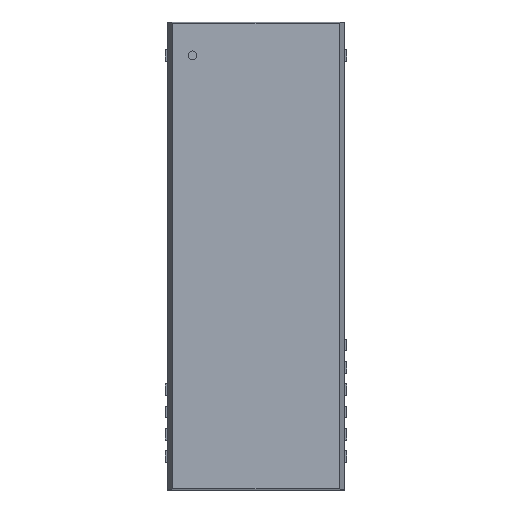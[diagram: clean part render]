
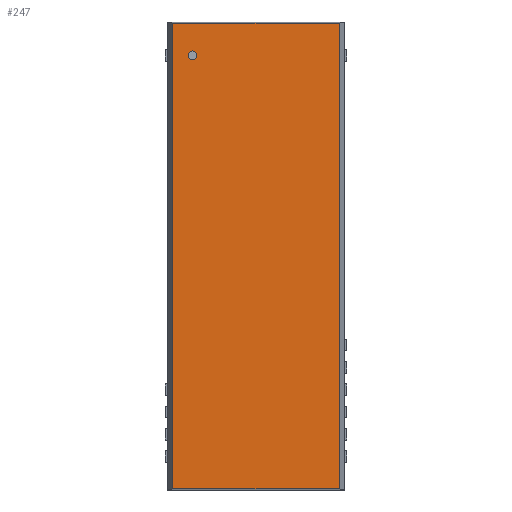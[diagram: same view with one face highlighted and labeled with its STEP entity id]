
A CAD part, top view. The second image highlights one B-rep face of the part: STEP entity #247.
In plain terms, the highlighted planar face has unit normal (0, 0, 1).
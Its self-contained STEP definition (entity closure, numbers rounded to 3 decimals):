
#247=ADVANCED_FACE('',(#253),#248,.T.);
#248=PLANE('',#249);
#249=AXIS2_PLACEMENT_3D('',#250,#251,#252);
#250=CARTESIAN_POINT('',(0.738,-49.403,4.572));
#251=DIRECTION('',(0.0,0.0,1.0));
#252=DIRECTION('',(0.,1.,0.));
#253=FACE_OUTER_BOUND('',#254,.T.);
#254=EDGE_LOOP('',(#255,#265,#275,#285));
#258=CARTESIAN_POINT('',(19.699,-49.403,4.572));
#257=VERTEX_POINT('',#258);
#260=CARTESIAN_POINT('',(0.738,-49.403,4.572));
#259=VERTEX_POINT('',#260);
#256=EDGE_CURVE('',#257,#259,#261,.T.);
#261=LINE('',#258,#263);
#263=VECTOR('',#264,18.961);
#264=DIRECTION('',(-1.0,0.0,0.0));
#255=ORIENTED_EDGE('',*,*,#256,.F.);
#268=CARTESIAN_POINT('',(19.699,3.683,4.572));
#267=VERTEX_POINT('',#268);
#266=EDGE_CURVE('',#267,#257,#271,.T.);
#271=LINE('',#268,#273);
#273=VECTOR('',#274,53.086);
#274=DIRECTION('',(0.0,-1.0,0.0));
#265=ORIENTED_EDGE('',*,*,#266,.F.);
#278=CARTESIAN_POINT('',(0.738,3.683,4.572));
#277=VERTEX_POINT('',#278);
#276=EDGE_CURVE('',#277,#267,#281,.T.);
#281=LINE('',#278,#283);
#283=VECTOR('',#284,18.961);
#284=DIRECTION('',(1.0,0.0,0.0));
#275=ORIENTED_EDGE('',*,*,#276,.F.);
#286=EDGE_CURVE('',#259,#277,#291,.T.);
#291=LINE('',#260,#293);
#293=VECTOR('',#294,53.086);
#294=DIRECTION('',(0.0,1.0,0.0));
#285=ORIENTED_EDGE('',*,*,#286,.F.);
